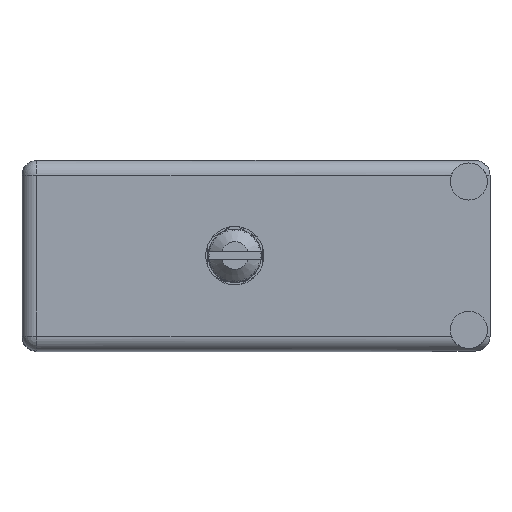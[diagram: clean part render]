
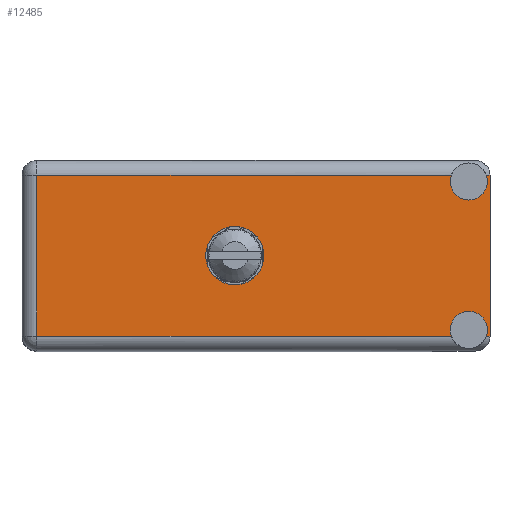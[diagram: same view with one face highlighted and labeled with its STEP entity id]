
A CAD part, top view. The second image highlights one B-rep face of the part: STEP entity #12485.
In plain terms, the highlighted face is planar.
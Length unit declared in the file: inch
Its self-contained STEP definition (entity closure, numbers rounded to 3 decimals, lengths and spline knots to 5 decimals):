
#795 = CARTESIAN_POINT ( 'NONE',  ( 1.104, 1.466, 0.35 ) ) ;
#2896 = VERTEX_POINT ( 'NONE', #105855 ) ;
#3413 = ORIENTED_EDGE ( 'NONE', *, *, #95667, .F. ) ;
#3767 = LINE ( 'NONE', #104988, #99287 ) ;
#4151 = CARTESIAN_POINT ( 'NONE',  ( 1.204, 1.466, -0.3795 ) ) ;
#4856 = CARTESIAN_POINT ( 'NONE',  ( 1.204, 1.466, 0.3795 ) ) ;
#5220 = CARTESIAN_POINT ( 'NONE',  ( -0.934, 1.466, -0.3795 ) ) ;
#5530 = DIRECTION ( 'NONE',  ( 0., 1., 0. ) ) ;
#5566 = FACE_BOUND ( 'NONE', #6447, .T. ) ;
#6447 = EDGE_LOOP ( 'NONE', ( #19479, #3413 ) ) ;
#6517 = AXIS2_PLACEMENT_3D ( 'NONE', #31733, #102564, #58469 ) ;
#6610 = EDGE_CURVE ( 'NONE', #113344, #38943, #83742, .T. ) ;
#8391 = VECTOR ( 'NONE', #52237, 39.37008 ) ;
#8813 = VERTEX_POINT ( 'NONE', #97201 ) ;
#9849 = VECTOR ( 'NONE', #58304, 39.37008 ) ;
#9881 = EDGE_CURVE ( 'NONE', #40201, #58510, #62789, .T. ) ;
#11378 = ORIENTED_EDGE ( 'NONE', *, *, #9881, .T. ) ;
#12485 = ADVANCED_FACE ( 'NONE', ( #5566, #62370 ), #46913, .T. ) ;
#13678 = DIRECTION ( 'NONE',  ( 0., 0., 1. ) ) ;
#15596 = DIRECTION ( 'NONE',  ( 1., 0., 0. ) ) ;
#16310 = CARTESIAN_POINT ( 'NONE',  ( 1.02162, 1.466, -0.3795 ) ) ;
#19479 = ORIENTED_EDGE ( 'NONE', *, *, #39854, .F. ) ;
#21350 = DIRECTION ( 'NONE',  ( 0., 0., 1. ) ) ;
#21363 = CARTESIAN_POINT ( 'NONE',  ( -0.934, 1.466, -0.4495 ) ) ;
#24503 = CIRCLE ( 'NONE', #67155, 0.1375 ) ;
#25612 = CARTESIAN_POINT ( 'NONE',  ( 0., 1.466, 0. ) ) ;
#26873 = AXIS2_PLACEMENT_3D ( 'NONE', #48061, #30603, #21350 ) ;
#29640 = CARTESIAN_POINT ( 'NONE',  ( -0.934, 1.466, 0.3795 ) ) ;
#29889 = VECTOR ( 'NONE', #32961, 39.37008 ) ;
#30603 = DIRECTION ( 'NONE',  ( 0., 1., 0. ) ) ;
#31733 = CARTESIAN_POINT ( 'NONE',  ( 1.104, 1.466, 0.35 ) ) ;
#32961 = DIRECTION ( 'NONE',  ( 0., 0., 1. ) ) ;
#33008 = EDGE_CURVE ( 'NONE', #80690, #89310, #59821, .T. ) ;
#37638 = DIRECTION ( 'NONE',  ( -1., 0., 0. ) ) ;
#38767 = DIRECTION ( 'NONE',  ( 0., 0., 1. ) ) ;
#38943 = VERTEX_POINT ( 'NONE', #92675 ) ;
#39854 = EDGE_CURVE ( 'NONE', #2896, #88641, #83550, .T. ) ;
#40201 = VERTEX_POINT ( 'NONE', #5220 ) ;
#40796 = DIRECTION ( 'NONE',  ( -1., 0., 0. ) ) ;
#41435 = AXIS2_PLACEMENT_3D ( 'NONE', #111217, #5530, #13678 ) ;
#42285 = CARTESIAN_POINT ( 'NONE',  ( 1.204, 1.466, 0.4495 ) ) ;
#42424 = LINE ( 'NONE', #42285, #29889 ) ;
#43191 = CIRCLE ( 'NONE', #26873, 0.0875 ) ;
#43286 = DIRECTION ( 'NONE',  ( 0., 0., 1. ) ) ;
#46175 = AXIS2_PLACEMENT_3D ( 'NONE', #55441, #81798, #37638 ) ;
#46913 = PLANE ( 'NONE',  #46175 ) ;
#48061 = CARTESIAN_POINT ( 'NONE',  ( 1.104, 1.466, -0.35 ) ) ;
#48741 = EDGE_CURVE ( 'NONE', #80690, #108303, #42424, .T. ) ;
#51543 = DIRECTION ( 'NONE',  ( 0., 0., 1. ) ) ;
#52237 = DIRECTION ( 'NONE',  ( -1., 0., 0. ) ) ;
#52250 = ORIENTED_EDGE ( 'NONE', *, *, #48741, .F. ) ;
#52512 = CARTESIAN_POINT ( 'NONE',  ( 0., 1.466, 0. ) ) ;
#54933 = ORIENTED_EDGE ( 'NONE', *, *, #75493, .T. ) ;
#55441 = CARTESIAN_POINT ( 'NONE',  ( -1.004, 1.466, -0.4495 ) ) ;
#57233 = VECTOR ( 'NONE', #38767, 39.37008 ) ;
#58304 = DIRECTION ( 'NONE',  ( 1., 0., 0. ) ) ;
#58469 = DIRECTION ( 'NONE',  ( 0., 0., 1. ) ) ;
#58510 = VERTEX_POINT ( 'NONE', #29640 ) ;
#59527 = ORIENTED_EDGE ( 'NONE', *, *, #75321, .F. ) ;
#59549 = EDGE_CURVE ( 'NONE', #8813, #113344, #74209, .T. ) ;
#59821 = LINE ( 'NONE', #75694, #72240 ) ;
#62370 = FACE_OUTER_BOUND ( 'NONE', #62649, .T. ) ;
#62649 = EDGE_LOOP ( 'NONE', ( #74325, #87934, #67909, #54933, #52250, #66718, #59527, #72252, #84043, #11378 ) ) ;
#62789 = LINE ( 'NONE', #21363, #57233 ) ;
#63604 = VERTEX_POINT ( 'NONE', #80475 ) ;
#63857 = LINE ( 'NONE', #106774, #8391 ) ;
#66718 = ORIENTED_EDGE ( 'NONE', *, *, #33008, .T. ) ;
#67155 = AXIS2_PLACEMENT_3D ( 'NONE', #25612, #70168, #51543 ) ;
#67909 = ORIENTED_EDGE ( 'NONE', *, *, #59549, .F. ) ;
#70168 = DIRECTION ( 'NONE',  ( 0., 1., 0. ) ) ;
#70511 = CARTESIAN_POINT ( 'NONE',  ( 1.104, 1.466, 0.2625 ) ) ;
#71691 = DIRECTION ( 'NONE',  ( 0., 0., 1. ) ) ;
#72240 = VECTOR ( 'NONE', #40796, 39.37008 ) ;
#72252 = ORIENTED_EDGE ( 'NONE', *, *, #87710, .F. ) ;
#74209 = CIRCLE ( 'NONE', #6517, 0.0875 ) ;
#74325 = ORIENTED_EDGE ( 'NONE', *, *, #107122, .T. ) ;
#75321 = EDGE_CURVE ( 'NONE', #63604, #89310, #84092, .T. ) ;
#75493 = EDGE_CURVE ( 'NONE', #8813, #108303, #3767, .T. ) ;
#75694 = CARTESIAN_POINT ( 'NONE',  ( -1.004, 1.466, -0.3795 ) ) ;
#78817 = VERTEX_POINT ( 'NONE', #16310 ) ;
#79661 = DIRECTION ( 'NONE',  ( 0., 1., 0. ) ) ;
#80475 = CARTESIAN_POINT ( 'NONE',  ( 1.104, 1.466, -0.2625 ) ) ;
#80690 = VERTEX_POINT ( 'NONE', #4151 ) ;
#81289 = CARTESIAN_POINT ( 'NONE',  ( 1.204, 1.466, 0.3795 ) ) ;
#81798 = DIRECTION ( 'NONE',  ( 0., 1., 0. ) ) ;
#83550 = CIRCLE ( 'NONE', #86054, 0.1375 ) ;
#83742 = CIRCLE ( 'NONE', #87729, 0.0875 ) ;
#84043 = ORIENTED_EDGE ( 'NONE', *, *, #101018, .T. ) ;
#84092 = CIRCLE ( 'NONE', #41435, 0.0875 ) ;
#86054 = AXIS2_PLACEMENT_3D ( 'NONE', #52512, #79661, #43286 ) ;
#86096 = LINE ( 'NONE', #4856, #9849 ) ;
#87710 = EDGE_CURVE ( 'NONE', #78817, #63604, #43191, .T. ) ;
#87729 = AXIS2_PLACEMENT_3D ( 'NONE', #795, #88338, #71691 ) ;
#87934 = ORIENTED_EDGE ( 'NONE', *, *, #6610, .F. ) ;
#88338 = DIRECTION ( 'NONE',  ( 0., 1., 0. ) ) ;
#88641 = VERTEX_POINT ( 'NONE', #107185 ) ;
#89310 = VERTEX_POINT ( 'NONE', #104718 ) ;
#92675 = CARTESIAN_POINT ( 'NONE',  ( 1.02162, 1.466, 0.3795 ) ) ;
#95667 = EDGE_CURVE ( 'NONE', #88641, #2896, #24503, .T. ) ;
#97201 = CARTESIAN_POINT ( 'NONE',  ( 1.18638, 1.466, 0.3795 ) ) ;
#99287 = VECTOR ( 'NONE', #15596, 39.37008 ) ;
#101018 = EDGE_CURVE ( 'NONE', #78817, #40201, #63857, .T. ) ;
#102564 = DIRECTION ( 'NONE',  ( 0., 1., 0. ) ) ;
#104718 = CARTESIAN_POINT ( 'NONE',  ( 1.18638, 1.466, -0.3795 ) ) ;
#104988 = CARTESIAN_POINT ( 'NONE',  ( 1.204, 1.466, 0.3795 ) ) ;
#105855 = CARTESIAN_POINT ( 'NONE',  ( 0., 1.466, 0.1375 ) ) ;
#106774 = CARTESIAN_POINT ( 'NONE',  ( -1.004, 1.466, -0.3795 ) ) ;
#107122 = EDGE_CURVE ( 'NONE', #58510, #38943, #86096, .T. ) ;
#107185 = CARTESIAN_POINT ( 'NONE',  ( 0., 1.466, -0.1375 ) ) ;
#108303 = VERTEX_POINT ( 'NONE', #81289 ) ;
#111217 = CARTESIAN_POINT ( 'NONE',  ( 1.104, 1.466, -0.35 ) ) ;
#113344 = VERTEX_POINT ( 'NONE', #70511 ) ;
